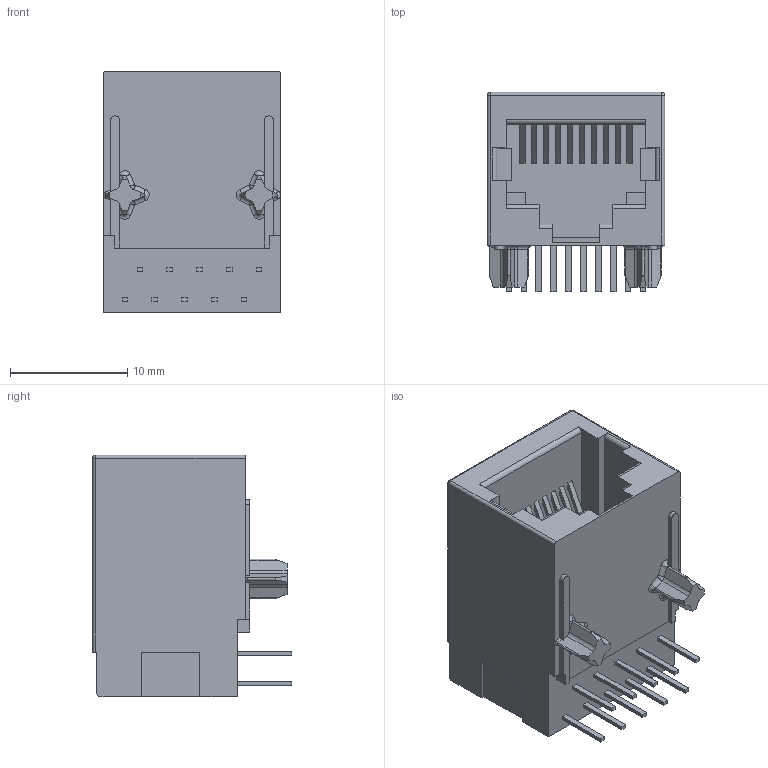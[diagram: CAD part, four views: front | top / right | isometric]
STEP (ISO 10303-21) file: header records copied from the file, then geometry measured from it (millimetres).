
FILE_DESCRIPTION((''),'2;1');
FILE_NAME('C-5558066-1','2015-10-09T',('workeradm'),('Tyco Electronics Ltd.'),'CREO PARAMETRIC BY PTC INC, 2015200','CREO PARAMETRIC BY PTC INC, 2015200','');
FILE_SCHEMA(('AUTOMOTIVE_DESIGN { 1 0 10303 214 1 1 1 1 }'));
Length unit declared in the file: millimetre
Products named in the file (1): C-5558066-1
Bounding box: 15.11 x 16.94 x 20.57 mm (x, y, z)
Volume: 2837.1 mm3; surface area: 2330.6 mm2
Topology: 1 solids, 1 shells, 246 faces, 662 edges, 429 vertices
Faces by surface type: plane 185, cylinder 47, torus 8, bspline 4, sphere 2
Entity records: 7883 total; most frequent: CARTESIAN_POINT 1613, ORIENTED_EDGE 1324, DIRECTION 1217, EDGE_CURVE 662, VECTOR 551, LINE 551, VERTEX_POINT 429, AXIS2_PLACEMENT_3D 333
